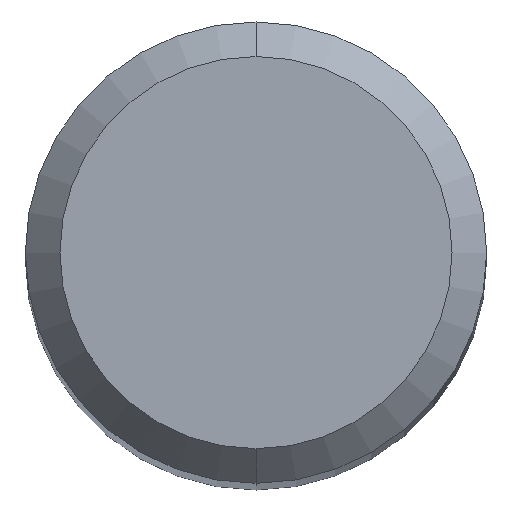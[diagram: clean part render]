
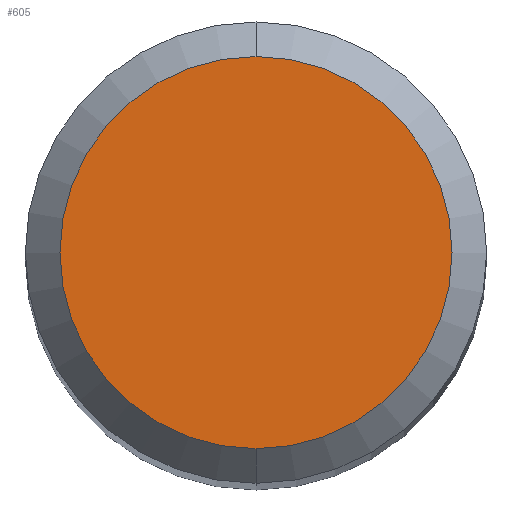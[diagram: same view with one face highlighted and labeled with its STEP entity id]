
A CAD part, top view. The second image highlights one B-rep face of the part: STEP entity #605.
In plain terms, the highlighted planar face has unit normal (0, 0, 1).
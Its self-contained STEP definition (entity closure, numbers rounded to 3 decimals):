
#605=ADVANCED_FACE('',(#1288),#1289,.T.);
#725=VERTEX_POINT('',#1417);
#895=EDGE_CURVE('',#987,#725,#1604,.T.);
#987=VERTEX_POINT('',#1707);
#991=EDGE_CURVE('',#725,#987,#1712,.T.);
#1288=FACE_OUTER_BOUND('',#2709,.T.);
#1289=PLANE('',#2710);
#1417=CARTESIAN_POINT('',(0.0,1.7,0.0));
#1604=CIRCLE('',#3813,1.7);
#1707=CARTESIAN_POINT('',(0.,-1.7,0.0));
#1712=CIRCLE('',#4470,1.7);
#2709=EDGE_LOOP('',(#4741,#4742));
#2710=AXIS2_PLACEMENT_3D('',#4743,#4744,#4745);
#3813=AXIS2_PLACEMENT_3D('',#5122,#5123,#5124);
#4470=AXIS2_PLACEMENT_3D('',#5238,#5239,#5240);
#4741=ORIENTED_EDGE('',*,*,#991,.F.);
#4742=ORIENTED_EDGE('',*,*,#895,.F.);
#4743=CARTESIAN_POINT('',(0.0,0.85,0.0));
#4744=DIRECTION('',(-0.0,0.0,1.0));
#4745=DIRECTION('',(0.0,-1.0,0.0));
#5122=CARTESIAN_POINT('',(0.0,0.0,0.0));
#5123=DIRECTION('',(0.0,0.0,-1.0));
#5124=DIRECTION('',(0.0,1.0,0.0));
#5238=CARTESIAN_POINT('',(0.0,0.0,0.0));
#5239=DIRECTION('',(0.0,0.0,-1.0));
#5240=DIRECTION('',(0.0,1.0,0.0));
